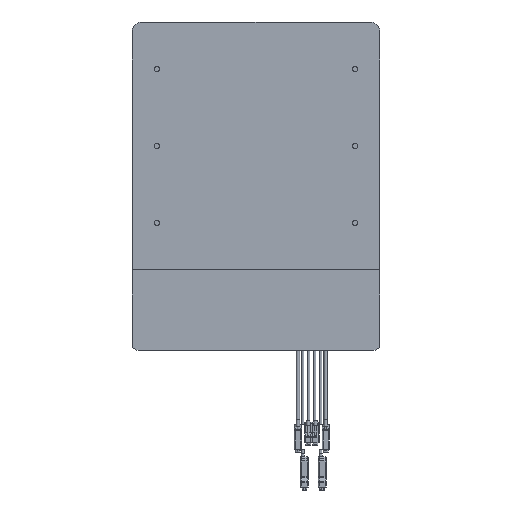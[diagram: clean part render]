
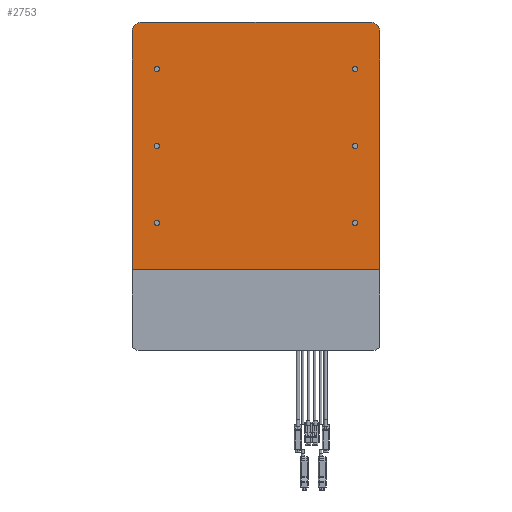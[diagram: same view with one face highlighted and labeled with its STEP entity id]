
A CAD part, front view. The second image highlights one B-rep face of the part: STEP entity #2753.
In plain terms, the highlighted planar face has unit normal (0, -1, 0).
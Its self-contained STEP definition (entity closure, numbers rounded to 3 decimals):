
#1088=CARTESIAN_POINT('',(200.,0.,-155.));
#1089=DIRECTION('',(0.,1.,0.));
#1090=DIRECTION('',(1.,0.,0.));
#1091=AXIS2_PLACEMENT_3D('',#1088,#1089,#1090);
#1096=CARTESIAN_POINT('',(200.,0.,-155.));
#1097=DIRECTION('',(0.,1.,0.));
#1098=DIRECTION('',(-1.,0.,0.));
#1099=AXIS2_PLACEMENT_3D('',#1096,#1097,#1098);
#1104=CARTESIAN_POINT('',(200.,0.,0.));
#1105=DIRECTION('',(0.,1.,0.));
#1106=DIRECTION('',(1.,0.,0.));
#1107=AXIS2_PLACEMENT_3D('',#1104,#1105,#1106);
#1112=CARTESIAN_POINT('',(200.,0.,0.));
#1113=DIRECTION('',(0.,1.,0.));
#1114=DIRECTION('',(-1.,0.,0.));
#1115=AXIS2_PLACEMENT_3D('',#1112,#1113,#1114);
#1120=CARTESIAN_POINT('',(200.,0.,155.));
#1121=DIRECTION('',(0.,1.,0.));
#1122=DIRECTION('',(1.,0.,0.));
#1123=AXIS2_PLACEMENT_3D('',#1120,#1121,#1122);
#1128=CARTESIAN_POINT('',(200.,0.,155.));
#1129=DIRECTION('',(0.,1.,0.));
#1130=DIRECTION('',(-1.,0.,0.));
#1131=AXIS2_PLACEMENT_3D('',#1128,#1129,#1130);
#1136=CARTESIAN_POINT('',(-200.,0.,-155.));
#1137=DIRECTION('',(0.,1.,0.));
#1138=DIRECTION('',(1.,0.,0.));
#1139=AXIS2_PLACEMENT_3D('',#1136,#1137,#1138);
#1144=CARTESIAN_POINT('',(-200.,0.,-155.));
#1145=DIRECTION('',(0.,1.,0.));
#1146=DIRECTION('',(-1.,0.,0.));
#1147=AXIS2_PLACEMENT_3D('',#1144,#1145,#1146);
#1152=CARTESIAN_POINT('',(-200.,0.,0.));
#1153=DIRECTION('',(0.,1.,0.));
#1154=DIRECTION('',(1.,0.,0.));
#1155=AXIS2_PLACEMENT_3D('',#1152,#1153,#1154);
#1160=CARTESIAN_POINT('',(-200.,0.,0.));
#1161=DIRECTION('',(0.,1.,0.));
#1162=DIRECTION('',(-1.,0.,0.));
#1163=AXIS2_PLACEMENT_3D('',#1160,#1161,#1162);
#1168=CARTESIAN_POINT('',(-200.,0.,155.));
#1169=DIRECTION('',(0.,1.,0.));
#1170=DIRECTION('',(1.,0.,0.));
#1171=AXIS2_PLACEMENT_3D('',#1168,#1169,#1170);
#1176=CARTESIAN_POINT('',(-200.,0.,155.));
#1177=DIRECTION('',(0.,1.,0.));
#1178=DIRECTION('',(-1.,0.,0.));
#1179=AXIS2_PLACEMENT_3D('',#1176,#1177,#1178);
#1184=DIRECTION('',(0.,0.,-1.));
#1185=VECTOR('',#1184,479.5);
#1186=CARTESIAN_POINT('',(249.5,0.,230.));
#1187=LINE('',#1186,#1185);
#1191=DIRECTION('',(-1.,0.,0.));
#1192=VECTOR('',#1191,499.);
#1193=CARTESIAN_POINT('',(249.5,0.,-249.5));
#1194=LINE('',#1193,#1192);
#1198=DIRECTION('',(0.,0.,1.));
#1199=VECTOR('',#1198,479.5);
#1200=CARTESIAN_POINT('',(-249.5,0.,-249.5));
#1201=LINE('',#1200,#1199);
#1205=CARTESIAN_POINT('',(-230.,0.,230.));
#1206=DIRECTION('',(0.,1.,0.));
#1207=DIRECTION('',(-1.,0.,0.));
#1208=AXIS2_PLACEMENT_3D('',#1205,#1206,#1207);
#1213=DIRECTION('',(1.,0.,0.));
#1214=VECTOR('',#1213,460.);
#1215=CARTESIAN_POINT('',(-230.,0.,249.5));
#1216=LINE('',#1215,#1214);
#1220=CARTESIAN_POINT('',(230.,0.,230.));
#1221=DIRECTION('',(0.,1.,0.));
#1222=DIRECTION('',(0.,0.,1.));
#1223=AXIS2_PLACEMENT_3D('',#1220,#1221,#1222);
#1889=CARTESIAN_POINT('',(205.5,0.,-155.));
#1890=CARTESIAN_POINT('',(194.5,0.,-155.));
#1891=VERTEX_POINT('',#1889);
#1892=VERTEX_POINT('',#1890);
#1901=CARTESIAN_POINT('',(205.5,0.,0.));
#1902=CARTESIAN_POINT('',(194.5,0.,0.));
#1903=VERTEX_POINT('',#1901);
#1904=VERTEX_POINT('',#1902);
#1917=CARTESIAN_POINT('',(-194.5,0.,-155.));
#1918=CARTESIAN_POINT('',(-205.5,0.,-155.));
#1919=VERTEX_POINT('',#1917);
#1920=VERTEX_POINT('',#1918);
#1933=CARTESIAN_POINT('',(-194.5,0.,0.));
#1934=CARTESIAN_POINT('',(-205.5,0.,0.));
#1935=VERTEX_POINT('',#1933);
#1936=VERTEX_POINT('',#1934);
#1949=CARTESIAN_POINT('',(205.5,0.,155.));
#1950=CARTESIAN_POINT('',(194.5,0.,155.));
#1951=VERTEX_POINT('',#1949);
#1952=VERTEX_POINT('',#1950);
#1965=CARTESIAN_POINT('',(-194.5,0.,155.));
#1966=CARTESIAN_POINT('',(-205.5,0.,155.));
#1967=VERTEX_POINT('',#1965);
#1968=VERTEX_POINT('',#1966);
#2069=CARTESIAN_POINT('',(249.5,0.,230.));
#2070=CARTESIAN_POINT('',(249.5,0.,-249.5));
#2071=VERTEX_POINT('',#2069);
#2072=VERTEX_POINT('',#2070);
#2075=CARTESIAN_POINT('',(230.,0.,249.5));
#2076=VERTEX_POINT('',#2075);
#2077=CARTESIAN_POINT('',(-230.,0.,249.5));
#2078=VERTEX_POINT('',#2077);
#2079=CARTESIAN_POINT('',(-249.5,0.,230.));
#2080=VERTEX_POINT('',#2079);
#2083=CARTESIAN_POINT('',(-249.5,0.,-249.5));
#2084=VERTEX_POINT('',#2083);
#2700=CARTESIAN_POINT('',(-250.,0.,250.));
#2701=DIRECTION('',(0.,-1.,0.));
#2702=DIRECTION('',(0.,0.,-1.));
#2703=AXIS2_PLACEMENT_3D('',#2700,#2701,#2702);
#2704=PLANE('',#2703);
#2705=ORIENTED_EDGE('',*,*,#2691,.T.);
#2707=ORIENTED_EDGE('',*,*,#2706,.T.);
#2709=ORIENTED_EDGE('',*,*,#2708,.T.);
#2711=ORIENTED_EDGE('',*,*,#2710,.T.);
#2713=ORIENTED_EDGE('',*,*,#2712,.T.);
#2714=ORIENTED_EDGE('',*,*,#2679,.T.);
#2715=EDGE_LOOP('',(#2705,#2707,#2709,#2711,#2713,#2714));
#2716=FACE_OUTER_BOUND('',#2715,.F.);
#2718=ORIENTED_EDGE('',*,*,#2717,.F.);
#2720=ORIENTED_EDGE('',*,*,#2719,.F.);
#2721=EDGE_LOOP('',(#2718,#2720));
#2722=FACE_BOUND('',#2721,.F.);
#2724=ORIENTED_EDGE('',*,*,#2723,.F.);
#2726=ORIENTED_EDGE('',*,*,#2725,.F.);
#2727=EDGE_LOOP('',(#2724,#2726));
#2728=FACE_BOUND('',#2727,.F.);
#2730=ORIENTED_EDGE('',*,*,#2729,.F.);
#2732=ORIENTED_EDGE('',*,*,#2731,.F.);
#2733=EDGE_LOOP('',(#2730,#2732));
#2734=FACE_BOUND('',#2733,.F.);
#2736=ORIENTED_EDGE('',*,*,#2735,.F.);
#2738=ORIENTED_EDGE('',*,*,#2737,.F.);
#2739=EDGE_LOOP('',(#2736,#2738));
#2740=FACE_BOUND('',#2739,.F.);
#2742=ORIENTED_EDGE('',*,*,#2741,.F.);
#2744=ORIENTED_EDGE('',*,*,#2743,.F.);
#2745=EDGE_LOOP('',(#2742,#2744));
#2746=FACE_BOUND('',#2745,.F.);
#2748=ORIENTED_EDGE('',*,*,#2747,.F.);
#2750=ORIENTED_EDGE('',*,*,#2749,.F.);
#2751=EDGE_LOOP('',(#2748,#2750));
#2752=FACE_BOUND('',#2751,.F.);
#1092=CIRCLE('',#1091,5.5);
#1100=CIRCLE('',#1099,5.5);
#1108=CIRCLE('',#1107,5.5);
#1116=CIRCLE('',#1115,5.5);
#1124=CIRCLE('',#1123,5.5);
#1132=CIRCLE('',#1131,5.5);
#1140=CIRCLE('',#1139,5.5);
#1148=CIRCLE('',#1147,5.5);
#1156=CIRCLE('',#1155,5.5);
#1164=CIRCLE('',#1163,5.5);
#1172=CIRCLE('',#1171,5.5);
#1180=CIRCLE('',#1179,5.5);
#1209=CIRCLE('',#1208,19.5);
#1224=CIRCLE('',#1223,19.5);
#2679=EDGE_CURVE('',#2076,#2071,#1224,.T.);
#2691=EDGE_CURVE('',#2071,#2072,#1187,.T.);
#2706=EDGE_CURVE('',#2072,#2084,#1194,.T.);
#2708=EDGE_CURVE('',#2084,#2080,#1201,.T.);
#2710=EDGE_CURVE('',#2080,#2078,#1209,.T.);
#2712=EDGE_CURVE('',#2078,#2076,#1216,.T.);
#2717=EDGE_CURVE('',#1903,#1904,#1108,.T.);
#2719=EDGE_CURVE('',#1904,#1903,#1116,.T.);
#2723=EDGE_CURVE('',#1951,#1952,#1124,.T.);
#2725=EDGE_CURVE('',#1952,#1951,#1132,.T.);
#2729=EDGE_CURVE('',#1919,#1920,#1140,.T.);
#2731=EDGE_CURVE('',#1920,#1919,#1148,.T.);
#2735=EDGE_CURVE('',#1935,#1936,#1156,.T.);
#2737=EDGE_CURVE('',#1936,#1935,#1164,.T.);
#2741=EDGE_CURVE('',#1967,#1968,#1172,.T.);
#2743=EDGE_CURVE('',#1968,#1967,#1180,.T.);
#2747=EDGE_CURVE('',#1891,#1892,#1092,.T.);
#2749=EDGE_CURVE('',#1892,#1891,#1100,.T.);
#2753=ADVANCED_FACE('',(#2716,#2722,#2728,#2734,#2740,#2746,#2752),#2704,.T.);
